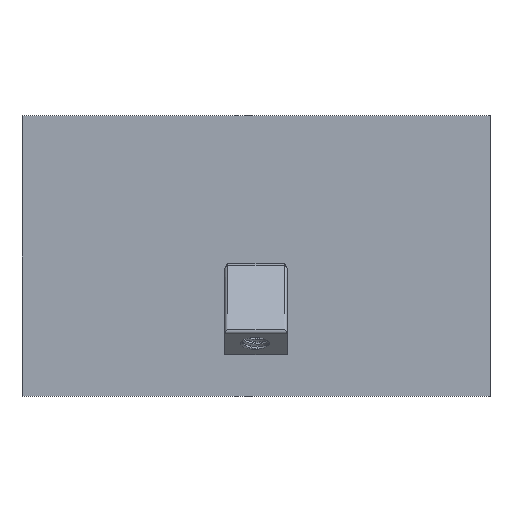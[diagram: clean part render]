
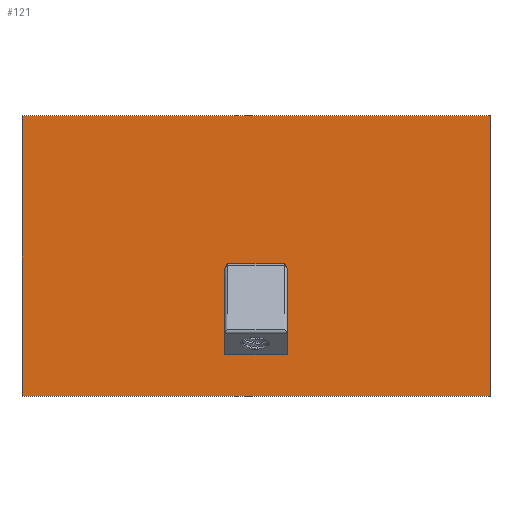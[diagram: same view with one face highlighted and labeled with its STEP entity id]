
A CAD part, top view. The second image highlights one B-rep face of the part: STEP entity #121.
In plain terms, the highlighted planar face has unit normal (0, 0, 1).
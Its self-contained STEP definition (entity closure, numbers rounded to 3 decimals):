
#24 = VERTEX_POINT('',#25);
#25 = CARTESIAN_POINT('',(-75.,-45.,2.));
#31 = EDGE_CURVE('',#24,#32,#34,.T.);
#32 = VERTEX_POINT('',#33);
#33 = CARTESIAN_POINT('',(75.,-45.,2.));
#34 = LINE('',#35,#36);
#35 = CARTESIAN_POINT('',(-75.,-45.,2.));
#36 = VECTOR('',#37,1.);
#37 = DIRECTION('',(1.,0.,0.));
#64 = VERTEX_POINT('',#65);
#65 = CARTESIAN_POINT('',(-75.,45.,2.));
#71 = EDGE_CURVE('',#64,#24,#72,.T.);
#72 = LINE('',#73,#74);
#73 = CARTESIAN_POINT('',(-75.,45.,2.));
#74 = VECTOR('',#75,1.);
#75 = DIRECTION('',(0.,-1.,0.));
#121 = ADVANCED_FACE('',(#122,#230),#248,.T.);
#122 = FACE_BOUND('',#123,.T.);
#123 = EDGE_LOOP('',(#124,#134,#171,#179,#216,#224));
#124 = ORIENTED_EDGE('',*,*,#125,.T.);
#125 = EDGE_CURVE('',#126,#128,#130,.T.);
#126 = VERTEX_POINT('',#127);
#127 = CARTESIAN_POINT('',(-10.,-31.6,2.));
#128 = VERTEX_POINT('',#129);
#129 = CARTESIAN_POINT('',(-10.,-4.536,2.));
#130 = LINE('',#131,#132);
#131 = CARTESIAN_POINT('',(-10.,-8.825,2.));
#132 = VECTOR('',#133,1.);
#133 = DIRECTION('',(0.,1.,0.));
#134 = ORIENTED_EDGE('',*,*,#135,.F.);
#135 = EDGE_CURVE('',#136,#128,#138,.T.);
#136 = VERTEX_POINT('',#137);
#137 = CARTESIAN_POINT('',(-9.,-2.491,2.));
#138 = B_SPLINE_CURVE_WITH_KNOTS('',7,(#139,#140,#141,#142,#143,#144,
    #145,#146,#147,#148,#149,#150,#151,#152,#153,#154,#155,#156,#157,
    #158,#159,#160,#161,#162,#163,#164,#165,#166,#167,#168,#169,#170),
  .UNSPECIFIED.,.F.,.F.,(8,6,6,6,6,8),(0.,0.125,0.25,0.5,0.75,1.),
  .UNSPECIFIED.);
#139 = CARTESIAN_POINT('',(-9.,-2.491,2.));
#140 = CARTESIAN_POINT('',(-9.044,-2.491,2.));
#141 = CARTESIAN_POINT('',(-9.087,-2.497,2.));
#142 = CARTESIAN_POINT('',(-9.129,-2.509,2.));
#143 = CARTESIAN_POINT('',(-9.17,-2.526,2.));
#144 = CARTESIAN_POINT('',(-9.209,-2.546,2.));
#145 = CARTESIAN_POINT('',(-9.246,-2.569,2.));
#146 = CARTESIAN_POINT('',(-9.316,-2.62,2.));
#147 = CARTESIAN_POINT('',(-9.349,-2.648,2.));
#148 = CARTESIAN_POINT('',(-9.381,-2.678,2.));
#149 = CARTESIAN_POINT('',(-9.411,-2.709,2.));
#150 = CARTESIAN_POINT('',(-9.44,-2.742,2.));
#151 = CARTESIAN_POINT('',(-9.468,-2.776,2.));
#152 = CARTESIAN_POINT('',(-9.547,-2.879,2.));
#153 = CARTESIAN_POINT('',(-9.594,-2.952,2.));
#154 = CARTESIAN_POINT('',(-9.638,-3.028,2.));
#155 = CARTESIAN_POINT('',(-9.678,-3.105,2.));
#156 = CARTESIAN_POINT('',(-9.716,-3.184,2.));
#157 = CARTESIAN_POINT('',(-9.75,-3.264,2.));
#158 = CARTESIAN_POINT('',(-9.812,-3.426,2.));
#159 = CARTESIAN_POINT('',(-9.84,-3.508,2.));
#160 = CARTESIAN_POINT('',(-9.866,-3.592,2.));
#161 = CARTESIAN_POINT('',(-9.889,-3.675,2.));
#162 = CARTESIAN_POINT('',(-9.91,-3.76,2.));
#163 = CARTESIAN_POINT('',(-9.928,-3.845,2.));
#164 = CARTESIAN_POINT('',(-9.96,-4.016,2.));
#165 = CARTESIAN_POINT('',(-9.973,-4.102,2.));
#166 = CARTESIAN_POINT('',(-9.984,-4.188,2.));
#167 = CARTESIAN_POINT('',(-9.992,-4.275,2.));
#168 = CARTESIAN_POINT('',(-9.997,-4.362,2.));
#169 = CARTESIAN_POINT('',(-10.,-4.449,2.));
#170 = CARTESIAN_POINT('',(-10.,-4.536,2.));
#171 = ORIENTED_EDGE('',*,*,#172,.T.);
#172 = EDGE_CURVE('',#136,#173,#175,.T.);
#173 = VERTEX_POINT('',#174);
#174 = CARTESIAN_POINT('',(9.,-2.491,2.));
#175 = LINE('',#176,#177);
#176 = CARTESIAN_POINT('',(-10.,-2.491,2.));
#177 = VECTOR('',#178,1.);
#178 = DIRECTION('',(1.,0.,0.));
#179 = ORIENTED_EDGE('',*,*,#180,.T.);
#180 = EDGE_CURVE('',#173,#181,#183,.T.);
#181 = VERTEX_POINT('',#182);
#182 = CARTESIAN_POINT('',(10.,-4.536,2.));
#183 = B_SPLINE_CURVE_WITH_KNOTS('',7,(#184,#185,#186,#187,#188,#189,
    #190,#191,#192,#193,#194,#195,#196,#197,#198,#199,#200,#201,#202,
    #203,#204,#205,#206,#207,#208,#209,#210,#211,#212,#213,#214,#215),
  .UNSPECIFIED.,.F.,.F.,(8,6,6,6,6,8),(0.,0.125,0.25,0.5,0.75,1.),
  .UNSPECIFIED.);
#184 = CARTESIAN_POINT('',(9.,-2.491,2.));
#185 = CARTESIAN_POINT('',(9.044,-2.491,2.));
#186 = CARTESIAN_POINT('',(9.087,-2.497,2.));
#187 = CARTESIAN_POINT('',(9.129,-2.509,2.));
#188 = CARTESIAN_POINT('',(9.17,-2.526,2.));
#189 = CARTESIAN_POINT('',(9.209,-2.546,2.));
#190 = CARTESIAN_POINT('',(9.246,-2.569,2.));
#191 = CARTESIAN_POINT('',(9.316,-2.62,2.));
#192 = CARTESIAN_POINT('',(9.349,-2.648,2.));
#193 = CARTESIAN_POINT('',(9.381,-2.678,2.));
#194 = CARTESIAN_POINT('',(9.411,-2.709,2.));
#195 = CARTESIAN_POINT('',(9.44,-2.742,2.));
#196 = CARTESIAN_POINT('',(9.468,-2.776,2.));
#197 = CARTESIAN_POINT('',(9.547,-2.879,2.));
#198 = CARTESIAN_POINT('',(9.594,-2.952,2.));
#199 = CARTESIAN_POINT('',(9.638,-3.028,2.));
#200 = CARTESIAN_POINT('',(9.678,-3.105,2.));
#201 = CARTESIAN_POINT('',(9.716,-3.184,2.));
#202 = CARTESIAN_POINT('',(9.75,-3.264,2.));
#203 = CARTESIAN_POINT('',(9.812,-3.426,2.));
#204 = CARTESIAN_POINT('',(9.84,-3.508,2.));
#205 = CARTESIAN_POINT('',(9.866,-3.592,2.));
#206 = CARTESIAN_POINT('',(9.889,-3.675,2.));
#207 = CARTESIAN_POINT('',(9.91,-3.76,2.));
#208 = CARTESIAN_POINT('',(9.928,-3.845,2.));
#209 = CARTESIAN_POINT('',(9.96,-4.016,2.));
#210 = CARTESIAN_POINT('',(9.973,-4.102,2.));
#211 = CARTESIAN_POINT('',(9.984,-4.188,2.));
#212 = CARTESIAN_POINT('',(9.992,-4.275,2.));
#213 = CARTESIAN_POINT('',(9.997,-4.362,2.));
#214 = CARTESIAN_POINT('',(10.,-4.449,2.));
#215 = CARTESIAN_POINT('',(10.,-4.536,2.));
#216 = ORIENTED_EDGE('',*,*,#217,.F.);
#217 = EDGE_CURVE('',#218,#181,#220,.T.);
#218 = VERTEX_POINT('',#219);
#219 = CARTESIAN_POINT('',(10.,-31.6,2.));
#220 = LINE('',#221,#222);
#221 = CARTESIAN_POINT('',(10.,-8.825,2.));
#222 = VECTOR('',#223,1.);
#223 = DIRECTION('',(0.,1.,0.));
#224 = ORIENTED_EDGE('',*,*,#225,.T.);
#225 = EDGE_CURVE('',#218,#126,#226,.T.);
#226 = LINE('',#227,#228);
#227 = CARTESIAN_POINT('',(-5.,-31.6,2.));
#228 = VECTOR('',#229,1.);
#229 = DIRECTION('',(-1.,0.,0.));
#230 = FACE_BOUND('',#231,.T.);
#231 = EDGE_LOOP('',(#232,#233,#241,#247));
#232 = ORIENTED_EDGE('',*,*,#31,.T.);
#233 = ORIENTED_EDGE('',*,*,#234,.T.);
#234 = EDGE_CURVE('',#32,#235,#237,.T.);
#235 = VERTEX_POINT('',#236);
#236 = CARTESIAN_POINT('',(75.,45.,2.));
#237 = LINE('',#238,#239);
#238 = CARTESIAN_POINT('',(75.,-45.,2.));
#239 = VECTOR('',#240,1.);
#240 = DIRECTION('',(0.,1.,0.));
#241 = ORIENTED_EDGE('',*,*,#242,.T.);
#242 = EDGE_CURVE('',#235,#64,#243,.T.);
#243 = LINE('',#244,#245);
#244 = CARTESIAN_POINT('',(75.,45.,2.));
#245 = VECTOR('',#246,1.);
#246 = DIRECTION('',(-1.,0.,0.));
#247 = ORIENTED_EDGE('',*,*,#71,.T.);
#248 = PLANE('',#249);
#249 = AXIS2_PLACEMENT_3D('',#250,#251,#252);
#250 = CARTESIAN_POINT('',(0.,0.,2.));
#251 = DIRECTION('',(0.,0.,1.));
#252 = DIRECTION('',(1.,0.,0.));
